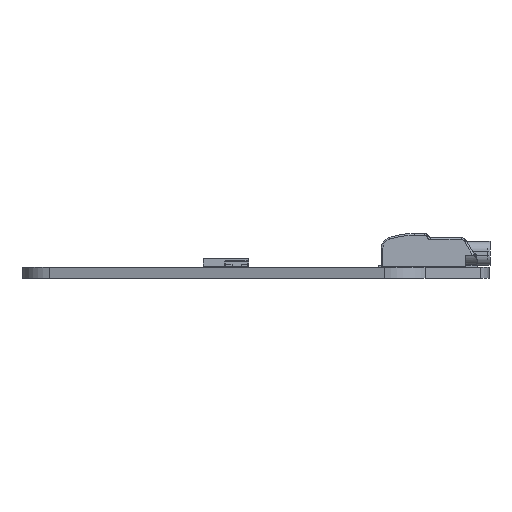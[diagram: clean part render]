
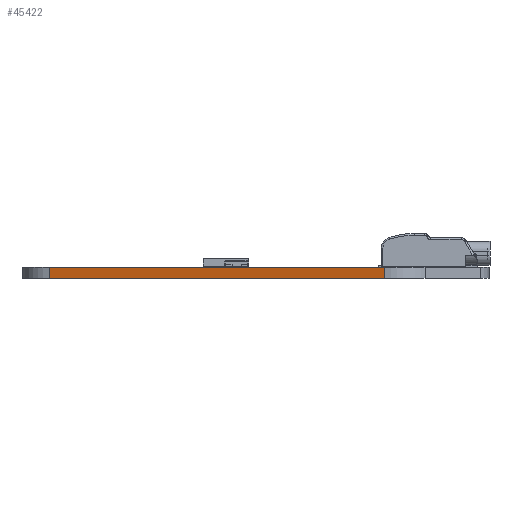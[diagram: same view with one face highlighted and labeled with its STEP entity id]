
A CAD part, left-side view. The second image highlights one B-rep face of the part: STEP entity #45422.
In plain terms, the highlighted planar face has unit normal (-0.954, 0.299, 0).
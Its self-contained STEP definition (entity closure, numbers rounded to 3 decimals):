
#44180 = VERTEX_POINT('',#44181);
#44181 = CARTESIAN_POINT('',(118.464,-64.284,0.));
#44187 = EDGE_CURVE('',#44188,#44180,#44190,.T.);
#44188 = VERTEX_POINT('',#44189);
#44189 = CARTESIAN_POINT('',(104.588,-108.575,0.));
#44190 = LINE('',#44191,#44192);
#44191 = CARTESIAN_POINT('',(104.588,-108.575,0.));
#44192 = VECTOR('',#44193,1.);
#44193 = DIRECTION('',(0.299,0.954,0.));
#44685 = VERTEX_POINT('',#44686);
#44686 = CARTESIAN_POINT('',(118.464,-64.284,1.51));
#44692 = EDGE_CURVE('',#44693,#44685,#44695,.T.);
#44693 = VERTEX_POINT('',#44694);
#44694 = CARTESIAN_POINT('',(104.588,-108.575,1.51));
#44695 = LINE('',#44696,#44697);
#44696 = CARTESIAN_POINT('',(104.588,-108.575,1.51));
#44697 = VECTOR('',#44698,1.);
#44698 = DIRECTION('',(0.299,0.954,0.));
#45392 = EDGE_CURVE('',#44180,#44685,#45393,.T.);
#45393 = LINE('',#45394,#45395);
#45394 = CARTESIAN_POINT('',(118.464,-64.284,0.));
#45395 = VECTOR('',#45396,1.);
#45396 = DIRECTION('',(0.,0.,1.));
#45422 = ADVANCED_FACE('',(#45423),#45434,.T.);
#45423 = FACE_BOUND('',#45424,.T.);
#45424 = EDGE_LOOP('',(#45425,#45431,#45432,#45433));
#45425 = ORIENTED_EDGE('',*,*,#45426,.T.);
#45426 = EDGE_CURVE('',#44188,#44693,#45427,.T.);
#45427 = LINE('',#45428,#45429);
#45428 = CARTESIAN_POINT('',(104.588,-108.575,0.));
#45429 = VECTOR('',#45430,1.);
#45430 = DIRECTION('',(0.,0.,1.));
#45431 = ORIENTED_EDGE('',*,*,#44692,.T.);
#45432 = ORIENTED_EDGE('',*,*,#45392,.F.);
#45433 = ORIENTED_EDGE('',*,*,#44187,.F.);
#45434 = PLANE('',#45435);
#45435 = AXIS2_PLACEMENT_3D('',#45436,#45437,#45438);
#45436 = CARTESIAN_POINT('',(104.588,-108.575,0.));
#45437 = DIRECTION('',(-0.954,0.299,0.));
#45438 = DIRECTION('',(0.299,0.954,0.));
